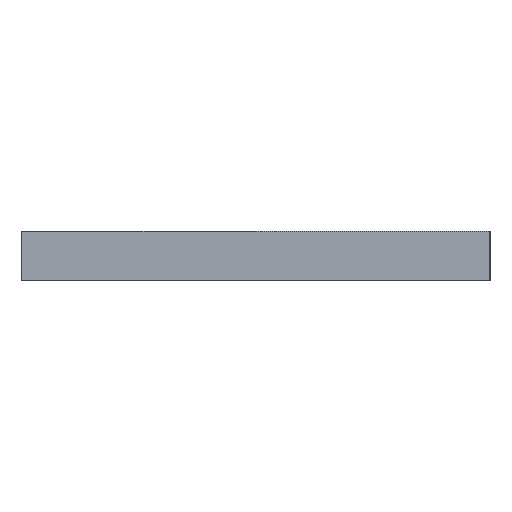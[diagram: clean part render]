
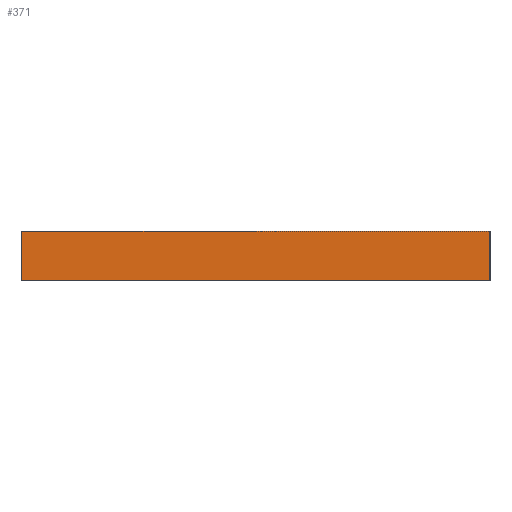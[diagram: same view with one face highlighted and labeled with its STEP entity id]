
A CAD part, left-side view. The second image highlights one B-rep face of the part: STEP entity #371.
In plain terms, the highlighted planar face has unit normal (-1, 0, 0).
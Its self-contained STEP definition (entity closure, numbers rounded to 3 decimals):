
#265 = CARTESIAN_POINT ( 'NONE',  ( 0., 0., 5. ) ) ;
#274 = VERTEX_POINT ( 'NONE', #1055 ) ;
#295 = PLANE ( 'NONE',  #1273 ) ;
#330 = DIRECTION ( 'NONE',  ( 0., -1., 0. ) ) ;
#371 = ADVANCED_FACE ( 'NONE', ( #481 ), #295, .F. ) ;
#481 = FACE_OUTER_BOUND ( 'NONE', #1285, .T. ) ;
#516 = CARTESIAN_POINT ( 'NONE',  ( 0., 0., 0. ) ) ;
#532 = CARTESIAN_POINT ( 'NONE',  ( 0., 0., 0. ) ) ;
#580 = EDGE_CURVE ( 'NONE', #1394, #1667, #681, .T. ) ;
#594 = VERTEX_POINT ( 'NONE', #265 ) ;
#607 = CARTESIAN_POINT ( 'NONE',  ( 0., 0., 5. ) ) ;
#681 = LINE ( 'NONE', #516, #1774 ) ;
#755 = CARTESIAN_POINT ( 'NONE',  ( 0., 47., 0. ) ) ;
#782 = EDGE_CURVE ( 'NONE', #274, #594, #2101, .T. ) ;
#844 = CARTESIAN_POINT ( 'NONE',  ( 0., 0., 5. ) ) ;
#880 = DIRECTION ( 'NONE',  ( 0., 0., -1. ) ) ;
#914 = EDGE_CURVE ( 'NONE', #594, #1667, #1039, .T. ) ;
#953 = DIRECTION ( 'NONE',  ( 0., 1., 0. ) ) ;
#1039 = LINE ( 'NONE', #844, #1349 ) ;
#1055 = CARTESIAN_POINT ( 'NONE',  ( 0., 47., 5. ) ) ;
#1065 = VECTOR ( 'NONE', #330, 1000. ) ;
#1167 = DIRECTION ( 'NONE',  ( 0., -1., 0. ) ) ;
#1229 = LINE ( 'NONE', #1400, #1606 ) ;
#1273 = AXIS2_PLACEMENT_3D ( 'NONE', #607, #1748, #953 ) ;
#1285 = EDGE_LOOP ( 'NONE', ( #1746, #1567, #2036, #1891 ) ) ;
#1349 = VECTOR ( 'NONE', #880, 1000. ) ;
#1394 = VERTEX_POINT ( 'NONE', #755 ) ;
#1400 = CARTESIAN_POINT ( 'NONE',  ( 0., 47., 5. ) ) ;
#1567 = ORIENTED_EDGE ( 'NONE', *, *, #914, .F. ) ;
#1606 = VECTOR ( 'NONE', #2034, 1000. ) ;
#1628 = CARTESIAN_POINT ( 'NONE',  ( 0., 0., 5. ) ) ;
#1667 = VERTEX_POINT ( 'NONE', #532 ) ;
#1746 = ORIENTED_EDGE ( 'NONE', *, *, #580, .T. ) ;
#1748 = DIRECTION ( 'NONE',  ( 1., 0., 0. ) ) ;
#1760 = EDGE_CURVE ( 'NONE', #274, #1394, #1229, .T. ) ;
#1774 = VECTOR ( 'NONE', #1167, 1000. ) ;
#1891 = ORIENTED_EDGE ( 'NONE', *, *, #1760, .T. ) ;
#2034 = DIRECTION ( 'NONE',  ( 0., 0., -1. ) ) ;
#2036 = ORIENTED_EDGE ( 'NONE', *, *, #782, .F. ) ;
#2101 = LINE ( 'NONE', #1628, #1065 ) ;
